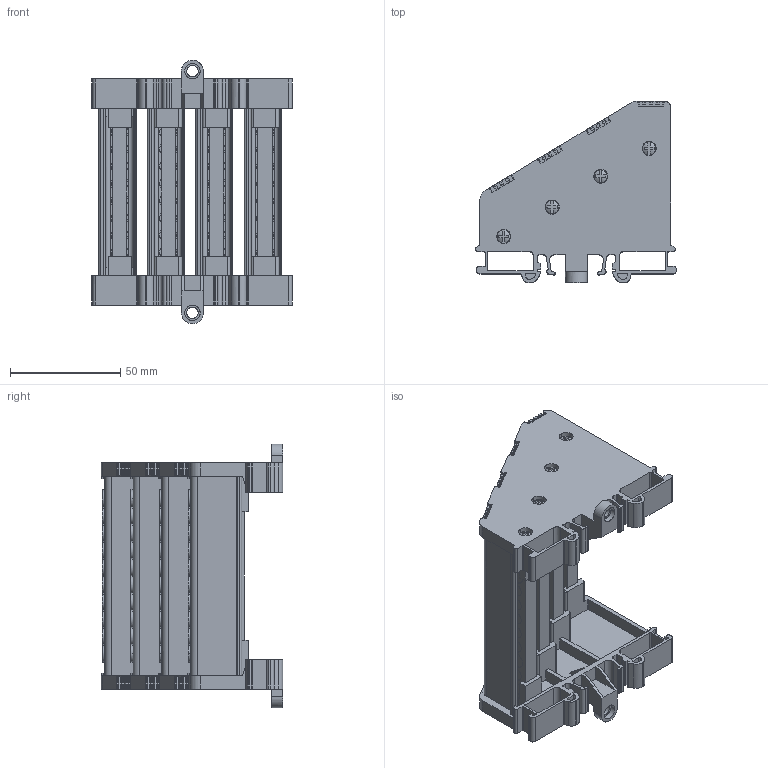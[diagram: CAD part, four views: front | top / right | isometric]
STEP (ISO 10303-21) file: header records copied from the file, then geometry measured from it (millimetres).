
FILE_DESCRIPTION (( 'STEP AP203' ), '1' );
FILE_NAME ('7x12 Dört Kutuplu Daðýtýcý Ünite - 10 Delikli ( Yüksek Tip)-1.STEP', '2019-01-22T05:49:33', ( '' ), ( '' ), 'SwSTEP 2.0', 'SolidWorks 2011', '' );
FILE_SCHEMA (( 'CONFIG_CONTROL_DESIGN' ));
Products named in the file (1): 7x12 Dört Kutuplu Daðýtýcý Ünite - 10 Delikli ( Yüksek Tip)-1
Bounding box: 90.84 x 82.3 x 119.48 mm (x, y, z)
Volume: 121565.1 mm3; surface area: 99434.2 mm2
Topology: 1 solids, 11 shells, 3629 faces, 11194 edges, 7675 vertices
Faces by surface type: plane 1876, cylinder 1167, cone 481, bspline 88, torus 17
Entity records: 164426 total; most frequent: CARTESIAN_POINT 75603, ORIENTED_EDGE 22388, DIRECTION 12480, EDGE_CURVE 11194, VERTEX_POINT 7675, B_SPLINE_CURVE_WITH_KNOTS 5889, LINE 5214, VECTOR 5214
